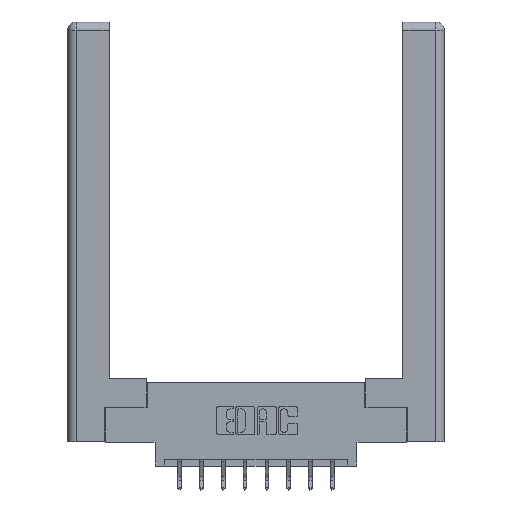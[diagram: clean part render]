
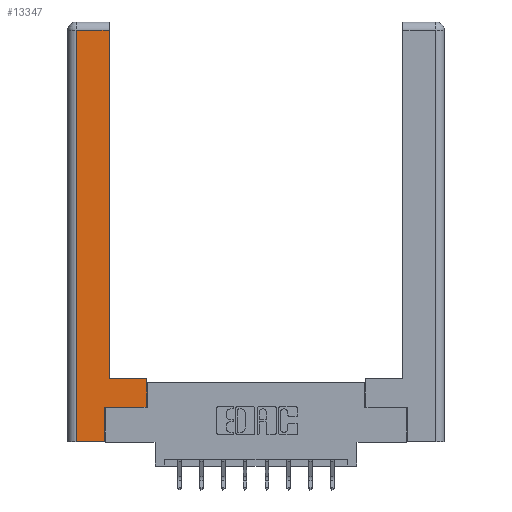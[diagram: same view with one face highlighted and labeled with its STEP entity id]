
A CAD part, top view. The second image highlights one B-rep face of the part: STEP entity #13347.
In plain terms, the highlighted planar face has unit normal (0, 0, 1).
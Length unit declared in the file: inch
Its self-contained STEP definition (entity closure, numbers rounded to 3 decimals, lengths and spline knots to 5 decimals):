
#74 = LINE ( 'NONE', #13121, #722 ) ;
#173 = VERTEX_POINT ( 'NONE', #6578 ) ;
#288 = DIRECTION ( 'NONE',  ( 1., 0., 0. ) ) ;
#598 = DIRECTION ( 'NONE',  ( 1., 0., 0. ) ) ;
#603 = DIRECTION ( 'NONE',  ( 0., 1., 0. ) ) ;
#722 = VECTOR ( 'NONE', #603, 39.37008 ) ;
#1363 = DIRECTION ( 'NONE',  ( 0., 0., -1. ) ) ;
#1451 = LINE ( 'NONE', #12300, #2280 ) ;
#1458 = DIRECTION ( 'NONE',  ( -1., 0., 0. ) ) ;
#1472 = ORIENTED_EDGE ( 'NONE', *, *, #4954, .T. ) ;
#1623 = ORIENTED_EDGE ( 'NONE', *, *, #3766, .T. ) ;
#1694 = VERTEX_POINT ( 'NONE', #9078 ) ;
#2034 = CARTESIAN_POINT ( 'NONE',  ( 0.0615, 0., 0. ) ) ;
#2083 = VECTOR ( 'NONE', #5080, 39.37008 ) ;
#2280 = VECTOR ( 'NONE', #8122, 39.37008 ) ;
#2502 = AXIS2_PLACEMENT_3D ( 'NONE', #6679, #1363, #1458 ) ;
#2965 = VERTEX_POINT ( 'NONE', #8066 ) ;
#3173 = VERTEX_POINT ( 'NONE', #6815 ) ;
#3617 = VERTEX_POINT ( 'NONE', #10022 ) ;
#3746 = CARTESIAN_POINT ( 'NONE',  ( 0.565, 0.245, 0. ) ) ;
#3766 = EDGE_CURVE ( 'NONE', #7930, #1694, #10404, .T. ) ;
#3924 = EDGE_LOOP ( 'NONE', ( #12789, #8468, #4968, #7134, #1472, #1623, #11559, #11289 ) ) ;
#4954 = EDGE_CURVE ( 'NONE', #173, #7930, #1451, .T. ) ;
#4968 = ORIENTED_EDGE ( 'NONE', *, *, #8919, .T. ) ;
#5019 = CARTESIAN_POINT ( 'NONE',  ( 0.0615, 2.94, 0. ) ) ;
#5080 = DIRECTION ( 'NONE',  ( 0., 1., 0. ) ) ;
#6050 = EDGE_CURVE ( 'NONE', #12239, #3173, #13308, .T. ) ;
#6578 = CARTESIAN_POINT ( 'NONE',  ( 0.265, 0., 0. ) ) ;
#6679 = CARTESIAN_POINT ( 'NONE',  ( 0., 0., 0. ) ) ;
#6680 = CARTESIAN_POINT ( 'NONE',  ( 0.265, 0., 0. ) ) ;
#6815 = CARTESIAN_POINT ( 'NONE',  ( 0.0615, 2.94, 0. ) ) ;
#7134 = ORIENTED_EDGE ( 'NONE', *, *, #9617, .T. ) ;
#7431 = EDGE_CURVE ( 'NONE', #3617, #12239, #10498, .T. ) ;
#7492 = CARTESIAN_POINT ( 'NONE',  ( 0.565, 0.45, 0. ) ) ;
#7590 = CARTESIAN_POINT ( 'NONE',  ( 0.295, 0.45, 0. ) ) ;
#7648 = VERTEX_POINT ( 'NONE', #7492 ) ;
#7930 = VERTEX_POINT ( 'NONE', #13591 ) ;
#8066 = CARTESIAN_POINT ( 'NONE',  ( 0.0615, 0., 0. ) ) ;
#8094 = FACE_OUTER_BOUND ( 'NONE', #3924, .T. ) ;
#8122 = DIRECTION ( 'NONE',  ( 0., 1., 0. ) ) ;
#8342 = DIRECTION ( 'NONE',  ( 0., -1., 0. ) ) ;
#8468 = ORIENTED_EDGE ( 'NONE', *, *, #6050, .T. ) ;
#8664 = LINE ( 'NONE', #2034, #9478 ) ;
#8919 = EDGE_CURVE ( 'NONE', #3173, #2965, #8664, .T. ) ;
#8948 = CARTESIAN_POINT ( 'NONE',  ( 0.295, 3., 0. ) ) ;
#8976 = VECTOR ( 'NONE', #288, 39.37008 ) ;
#8997 = CARTESIAN_POINT ( 'NONE',  ( 0.295, 2.94, 0. ) ) ;
#9078 = CARTESIAN_POINT ( 'NONE',  ( 0.565, 0.245, 0. ) ) ;
#9087 = EDGE_CURVE ( 'NONE', #7648, #3617, #12093, .T. ) ;
#9164 = VECTOR ( 'NONE', #9660, 39.37008 ) ;
#9255 = EDGE_CURVE ( 'NONE', #1694, #7648, #74, .T. ) ;
#9478 = VECTOR ( 'NONE', #8342, 39.37008 ) ;
#9617 = EDGE_CURVE ( 'NONE', #2965, #173, #11726, .T. ) ;
#9660 = DIRECTION ( 'NONE',  ( -1., 0., 0. ) ) ;
#10022 = CARTESIAN_POINT ( 'NONE',  ( 0.295, 0.45, 0. ) ) ;
#10404 = LINE ( 'NONE', #3746, #11233 ) ;
#10498 = LINE ( 'NONE', #8948, #2083 ) ;
#11233 = VECTOR ( 'NONE', #598, 39.37008 ) ;
#11289 = ORIENTED_EDGE ( 'NONE', *, *, #9087, .T. ) ;
#11338 = VECTOR ( 'NONE', #13436, 39.37008 ) ;
#11559 = ORIENTED_EDGE ( 'NONE', *, *, #9255, .T. ) ;
#11726 = LINE ( 'NONE', #6680, #8976 ) ;
#11761 = PLANE ( 'NONE',  #2502 ) ;
#12093 = LINE ( 'NONE', #7590, #9164 ) ;
#12239 = VERTEX_POINT ( 'NONE', #8997 ) ;
#12300 = CARTESIAN_POINT ( 'NONE',  ( 0.265, 0.245, 0. ) ) ;
#12789 = ORIENTED_EDGE ( 'NONE', *, *, #7431, .T. ) ;
#13121 = CARTESIAN_POINT ( 'NONE',  ( 0.565, 0.45, 0. ) ) ;
#13308 = LINE ( 'NONE', #5019, #11338 ) ;
#13347 = ADVANCED_FACE ( 'NONE', ( #8094 ), #11761, .F. ) ;
#13436 = DIRECTION ( 'NONE',  ( -1., 0., 0. ) ) ;
#13591 = CARTESIAN_POINT ( 'NONE',  ( 0.265, 0.245, 0. ) ) ;
